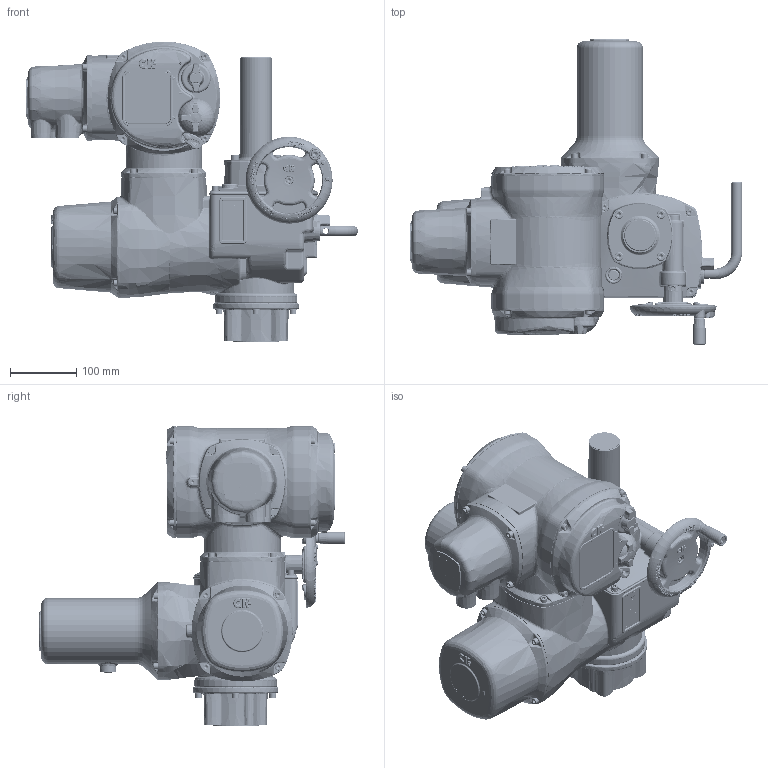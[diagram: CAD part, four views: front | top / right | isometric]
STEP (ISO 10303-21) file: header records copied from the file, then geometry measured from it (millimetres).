
FILE_DESCRIPTION(/* description */ ('Unknown'),/* implementation_level */ '2;1');
FILE_NAME(/* name */ 'A800N0BT00',/* time_stamp */ '2018-12-14T18:15:21+06:00',/* author */ ('Unknown'),/* organization */ ('Unknown'),/* preprocessor_version */ 'ST-DEVELOPER v16.7',/* originating_system */ 'DEX',/* authorisation */ $);
FILE_SCHEMA (('AP203_CONFIGURATION_CONTROLLED_3D_DESIGN_OF_MECHANICAL_PARTS_AND_ASSEMBLIES_MIM_LF { 1 0 10303 203 3 1 4 }','AUTOMOTIVE_DESIGN {1 0 10303 214 3 1 1}'));
Length unit declared in the file: millimetre
Products named in the file (1): A800N0BT00
Bounding box: 502.85 x 462.65 x 455.78 mm (x, y, z)
Volume: 15374.8 mm3; surface area: 806170.7 mm2
Topology: 22 solids, 25 shells, 10568 faces, 25647 edges, 15413 vertices
Faces by surface type: plane 3496, bspline 3049, cylinder 2592, torus 739, cone 553, sphere 139
Full cylindrical faces by diameter (mm): 0.65 x1, 1.152 x1, 4.917 x26, 6 x14, 6.5 x8, 7 x2, 8 x4, 8.2 x1, 8.376 x8, 9 x8, 10 x34, 10.22 x4, 10.8 x8, 12 x1, 13 x10, 13.5 x1, 14 x1, 14.5 x4, 15 x1, 15.5 x1, 16 x4, 17 x4, 18.376 x1, 19 x1, 23.376 x1, 25 x1, 30 x1, 30.376 x1, 42 x1, 46 x1
Entity records: 475354 total; most frequent: CARTESIAN_POINT 182817, ORIENTED_EDGE 49426, DIRECTION 37220, EDGE_CURVE 24713, VERTEX_POINT 15220, AXIS2_PLACEMENT_3D 13463, FACE_BOUND 11643, EDGE_LOOP 11582
